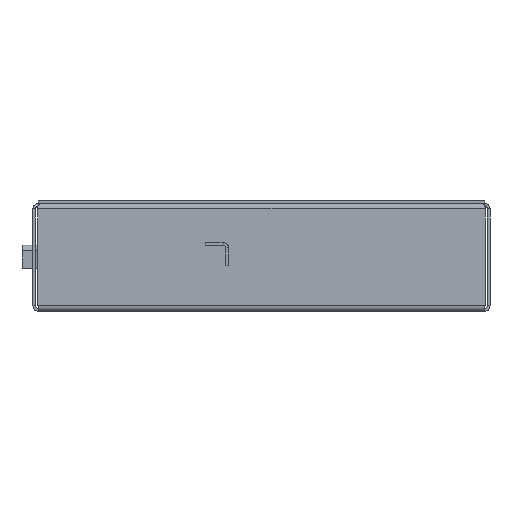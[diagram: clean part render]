
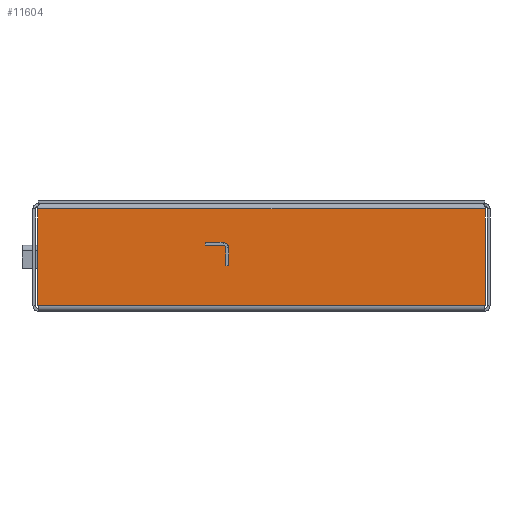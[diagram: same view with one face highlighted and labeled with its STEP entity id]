
A CAD part, left-side view. The second image highlights one B-rep face of the part: STEP entity #11604.
In plain terms, the highlighted planar face has unit normal (-1, 0, 0).
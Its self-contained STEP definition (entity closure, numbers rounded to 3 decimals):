
#79=FACE_BOUND('',#1523,.T.);
#377=PLANE('',#12448);
#864=FACE_OUTER_BOUND('',#1522,.T.);
#1522=EDGE_LOOP('',(#8819,#8820,#8821,#8822,#8823,#8824));
#1523=EDGE_LOOP('',(#8825,#8826,#8827,#8828,#8829,#8830,#8831,#8832));
#2061=LINE('',#16559,#3249);
#2065=LINE('',#16567,#3253);
#2068=LINE('',#16573,#3256);
#2072=LINE('',#16585,#3260);
#2075=LINE('',#16591,#3263);
#2078=LINE('',#16597,#3266);
#2509=LINE('',#17997,#3697);
#2571=LINE('',#18243,#3759);
#2572=LINE('',#18245,#3760);
#2573=LINE('',#18247,#3761);
#2574=LINE('',#18249,#3762);
#2575=LINE('',#18250,#3763);
#3249=VECTOR('',#13127,10.);
#3253=VECTOR('',#13133,10.);
#3256=VECTOR('',#13138,10.);
#3260=VECTOR('',#13150,10.);
#3263=VECTOR('',#13155,10.);
#3266=VECTOR('',#13160,10.);
#3697=VECTOR('',#14431,10.);
#3759=VECTOR('',#14547,10.);
#3760=VECTOR('',#14548,10.);
#3761=VECTOR('',#14549,10.);
#3762=VECTOR('',#14550,10.);
#3763=VECTOR('',#14551,10.);
#4439=CIRCLE('',#11997,6.);
#4441=CIRCLE('',#12003,3.);
#4931=VERTEX_POINT('',#16557);
#4932=VERTEX_POINT('',#16558);
#4935=VERTEX_POINT('',#16566);
#4937=VERTEX_POINT('',#16572);
#4939=VERTEX_POINT('',#16578);
#4941=VERTEX_POINT('',#16584);
#4943=VERTEX_POINT('',#16590);
#4945=VERTEX_POINT('',#16596);
#5367=VERTEX_POINT('',#17989);
#5368=VERTEX_POINT('',#17996);
#5411=VERTEX_POINT('',#18242);
#5412=VERTEX_POINT('',#18244);
#5413=VERTEX_POINT('',#18246);
#5414=VERTEX_POINT('',#18248);
#6013=EDGE_CURVE('',#4931,#4932,#2061,.T.);
#6017=EDGE_CURVE('',#4932,#4935,#2065,.T.);
#6020=EDGE_CURVE('',#4935,#4937,#2068,.T.);
#6023=EDGE_CURVE('',#4937,#4939,#4439,.T.);
#6026=EDGE_CURVE('',#4939,#4941,#2072,.T.);
#6029=EDGE_CURVE('',#4941,#4943,#2075,.T.);
#6032=EDGE_CURVE('',#4943,#4945,#2078,.T.);
#6035=EDGE_CURVE('',#4945,#4931,#4441,.T.);
#6672=EDGE_CURVE('',#5368,#5367,#2509,.T.);
#6741=EDGE_CURVE('',#5367,#5411,#2571,.T.);
#6742=EDGE_CURVE('',#5411,#5412,#2572,.T.);
#6743=EDGE_CURVE('',#5412,#5413,#2573,.T.);
#6744=EDGE_CURVE('',#5413,#5414,#2574,.T.);
#6745=EDGE_CURVE('',#5414,#5368,#2575,.T.);
#8819=ORIENTED_EDGE('',*,*,#6672,.T.);
#8820=ORIENTED_EDGE('',*,*,#6741,.T.);
#8821=ORIENTED_EDGE('',*,*,#6742,.T.);
#8822=ORIENTED_EDGE('',*,*,#6743,.T.);
#8823=ORIENTED_EDGE('',*,*,#6744,.T.);
#8824=ORIENTED_EDGE('',*,*,#6745,.T.);
#8825=ORIENTED_EDGE('',*,*,#6026,.T.);
#8826=ORIENTED_EDGE('',*,*,#6029,.T.);
#8827=ORIENTED_EDGE('',*,*,#6032,.T.);
#8828=ORIENTED_EDGE('',*,*,#6035,.T.);
#8829=ORIENTED_EDGE('',*,*,#6013,.T.);
#8830=ORIENTED_EDGE('',*,*,#6017,.T.);
#8831=ORIENTED_EDGE('',*,*,#6020,.T.);
#8832=ORIENTED_EDGE('',*,*,#6023,.T.);
#11604=ADVANCED_FACE('',(#864,#79),#377,.T.);
#11997=AXIS2_PLACEMENT_3D('',#16579,#13143,#13144);
#12003=AXIS2_PLACEMENT_3D('',#16602,#13165,#13166);
#12448=AXIS2_PLACEMENT_3D('',#18241,#14545,#14546);
#13127=DIRECTION('',(0.,1.,0.));
#13133=DIRECTION('',(0.,0.,1.));
#13138=DIRECTION('',(0.,-1.,0.));
#13143=DIRECTION('center_axis',(1.,0.,0.));
#13144=DIRECTION('ref_axis',(0.,0.,1.));
#13150=DIRECTION('',(0.,0.,-1.));
#13155=DIRECTION('',(0.,1.,0.));
#13160=DIRECTION('',(0.,0.,1.));
#13165=DIRECTION('center_axis',(-1.,0.,0.));
#13166=DIRECTION('ref_axis',(0.,0.,1.));
#14431=DIRECTION('',(0.,1.,0.));
#14545=DIRECTION('center_axis',(-1.,0.,0.));
#14546=DIRECTION('ref_axis',(0.,0.,1.));
#14547=DIRECTION('',(0.,0.,-1.));
#14548=DIRECTION('',(0.,-1.,0.));
#14549=DIRECTION('',(0.,-1.,0.));
#14550=DIRECTION('',(0.,-1.,0.));
#14551=DIRECTION('',(0.,0.,1.));
#16557=CARTESIAN_POINT('',(-423.,292.,72.5));
#16558=CARTESIAN_POINT('',(-423.,311.4,72.5));
#16559=CARTESIAN_POINT('',(-423.,280.7,72.5));
#16566=CARTESIAN_POINT('',(-423.,311.4,75.5));
#16567=CARTESIAN_POINT('',(-423.,311.4,67.058));
#16572=CARTESIAN_POINT('',(-423.,292.,75.5));
#16573=CARTESIAN_POINT('',(-423.,271.,75.5));
#16578=CARTESIAN_POINT('',(-423.,286.,69.5));
#16579=CARTESIAN_POINT('Origin',(-423.,292.,69.5));
#16584=CARTESIAN_POINT('',(-423.,286.,50.1));
#16585=CARTESIAN_POINT('',(-423.,286.,54.358));
#16590=CARTESIAN_POINT('',(-423.,289.,50.1));
#16591=CARTESIAN_POINT('',(-423.,269.5,50.1));
#16596=CARTESIAN_POINT('',(-423.,289.,69.5));
#16597=CARTESIAN_POINT('',(-423.,289.,64.058));
#16602=CARTESIAN_POINT('Origin',(-423.,292.,69.5));
#17989=CARTESIAN_POINT('',(-423.,494.879,112.));
#17996=CARTESIAN_POINT('',(-423.,5.121,112.));
#17997=CARTESIAN_POINT('',(-423.,372.439,112.));
#18241=CARTESIAN_POINT('Origin',(-423.,250.,58.617));
#18242=CARTESIAN_POINT('',(-423.,494.879,6.));
#18243=CARTESIAN_POINT('',(-423.,494.879,6.));
#18244=CARTESIAN_POINT('',(-423.,494.,6.));
#18245=CARTESIAN_POINT('',(-423.,494.,6.));
#18246=CARTESIAN_POINT('',(-423.,6.,6.));
#18247=CARTESIAN_POINT('',(-423.,250.,6.));
#18248=CARTESIAN_POINT('',(-423.,5.121,6.));
#18249=CARTESIAN_POINT('',(-423.,6.,6.));
#18250=CARTESIAN_POINT('',(-423.,5.121,6.));
